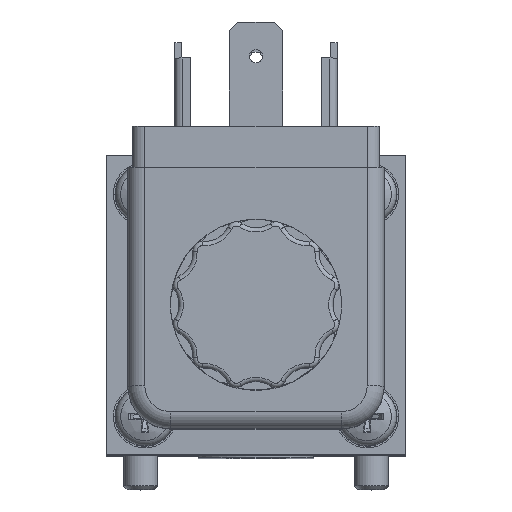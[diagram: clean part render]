
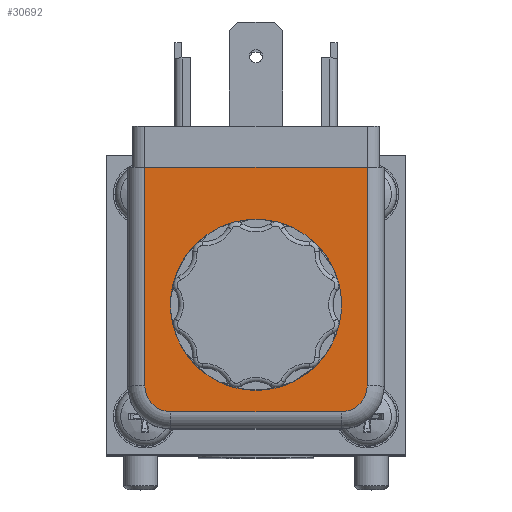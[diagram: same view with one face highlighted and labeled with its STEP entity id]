
A CAD part, top view. The second image highlights one B-rep face of the part: STEP entity #30692.
In plain terms, the highlighted planar face has unit normal (0, 0, 1).
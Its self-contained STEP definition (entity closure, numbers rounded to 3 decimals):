
#642 = VERTEX_POINT ( 'NONE', #1269 ) ;
#643 = VERTEX_POINT ( 'NONE', #16813 ) ;
#657 = VERTEX_POINT ( 'NONE', #1283 ) ;
#713 = VERTEX_POINT ( 'NONE', #1339 ) ;
#730 = VERTEX_POINT ( 'NONE', #1356 ) ;
#737 = VERTEX_POINT ( 'NONE', #1363 ) ;
#1269 = CARTESIAN_POINT ( 'NONE',  ( 13., 9.5, 30. ) ) ;
#1283 = CARTESIAN_POINT ( 'NONE',  ( -10., 12.5, 30. ) ) ;
#1339 = CARTESIAN_POINT ( 'NONE',  ( -13., -16.1, 30. ) ) ;
#1356 = CARTESIAN_POINT ( 'NONE',  ( 13., -16.1, 30. ) ) ;
#1363 = CARTESIAN_POINT ( 'NONE',  ( -13., 9.5, 30. ) ) ;
#4231 = EDGE_CURVE ( 'NONE', #713, #730, #12282, .T. ) ;
#4274 = EDGE_CURVE ( 'NONE', #642, #730, #12345, .T. ) ;
#4275 = EDGE_CURVE ( 'NONE', #713, #737, #12358, .T. ) ;
#4277 = EDGE_CURVE ( 'NONE', #643, #642, #12362, .T. ) ;
#4280 = EDGE_CURVE ( 'NONE', #657, #643, #12356, .T. ) ;
#4283 = EDGE_CURVE ( 'NONE', #737, #657, #12369, .T. ) ;
#4362 = EDGE_CURVE ( 'NONE', #29498, #29498, #12513, .T. ) ;
#5775 = EDGE_LOOP ( 'NONE', ( #7434 ) ) ;
#5782 = EDGE_LOOP ( 'NONE', ( #7428, #7429, #7430, #7431, #7432, #7433 ) ) ;
#6826 = AXIS2_PLACEMENT_3D ( 'NONE', #11949, #11967, #11968 ) ;
#6830 = AXIS2_PLACEMENT_3D ( 'NONE', #11974, #11983, #11984 ) ;
#6846 = AXIS2_PLACEMENT_3D ( 'NONE', #12129, #12157, #12158 ) ;
#7428 = ORIENTED_EDGE ( 'NONE', *, *, #4231, .T. ) ;
#7429 = ORIENTED_EDGE ( 'NONE', *, *, #4274, .F. ) ;
#7430 = ORIENTED_EDGE ( 'NONE', *, *, #4277, .F. ) ;
#7431 = ORIENTED_EDGE ( 'NONE', *, *, #4280, .F. ) ;
#7432 = ORIENTED_EDGE ( 'NONE', *, *, #4283, .F. ) ;
#7433 = ORIENTED_EDGE ( 'NONE', *, *, #4275, .F. ) ;
#7434 = ORIENTED_EDGE ( 'NONE', *, *, #4362, .T. ) ;
#11862 = CARTESIAN_POINT ( 'NONE',  ( -13., -16.1, 30. ) ) ;
#11863 = DIRECTION ( 'NONE',  ( 1., 0., 0. ) ) ;
#11949 = CARTESIAN_POINT ( 'NONE',  ( 10., 9.5, 30. ) ) ;
#11960 = CARTESIAN_POINT ( 'NONE',  ( 13., 9.5, 30. ) ) ;
#11961 = DIRECTION ( 'NONE',  ( 0., -1., 0. ) ) ;
#11962 = CARTESIAN_POINT ( 'NONE',  ( -13., -16.1, 30. ) ) ;
#11963 = DIRECTION ( 'NONE',  ( 0., 1., 0. ) ) ;
#11967 = DIRECTION ( 'NONE',  ( 0., 0., -1. ) ) ;
#11968 = DIRECTION ( 'NONE',  ( 0.707, 0.707, 0. ) ) ;
#11974 = CARTESIAN_POINT ( 'NONE',  ( -10., 9.5, 30. ) ) ;
#11975 = CARTESIAN_POINT ( 'NONE',  ( -10., 12.5, 30. ) ) ;
#11976 = DIRECTION ( 'NONE',  ( 1., 0., 0. ) ) ;
#11983 = DIRECTION ( 'NONE',  ( 0., 0., -1. ) ) ;
#11984 = DIRECTION ( 'NONE',  ( -0.707, 0.707, 0. ) ) ;
#12129 = CARTESIAN_POINT ( 'NONE',  ( 0., 0., 30. ) ) ;
#12157 = DIRECTION ( 'NONE',  ( 0., 0., -1. ) ) ;
#12158 = DIRECTION ( 'NONE',  ( -1., 0., 0. ) ) ;
#12282 = LINE ( 'NONE', #11862, #12283 ) ;
#12283 = VECTOR ( 'NONE', #11863, 1000. ) ;
#12345 = LINE ( 'NONE', #11960, #12346 ) ;
#12346 = VECTOR ( 'NONE', #11961, 1000. ) ;
#12356 = LINE ( 'NONE', #11975, #12363 ) ;
#12358 = LINE ( 'NONE', #11962, #12359 ) ;
#12359 = VECTOR ( 'NONE', #11963, 1000. ) ;
#12362 = CIRCLE ( 'NONE', #6826, 3. ) ;
#12363 = VECTOR ( 'NONE', #11976, 1000. ) ;
#12369 = CIRCLE ( 'NONE', #6830, 3. ) ;
#12513 = CIRCLE ( 'NONE', #6846, 8. ) ;
#16813 = CARTESIAN_POINT ( 'NONE',  ( 10., 12.5, 30. ) ) ;
#24681 = AXIS2_PLACEMENT_3D ( 'NONE', #29419, #29429, #29430 ) ;
#28793 = FACE_OUTER_BOUND ( 'NONE', #5782, .T. ) ;
#28799 = FACE_BOUND ( 'NONE', #5775, .T. ) ;
#29419 = CARTESIAN_POINT ( 'NONE',  ( 0., -3.2, 30. ) ) ;
#29420 = PLANE ( 'NONE',  #24681 ) ;
#29429 = DIRECTION ( 'NONE',  ( 0., 0., 1. ) ) ;
#29430 = DIRECTION ( 'NONE',  ( 0.707, 0.707, 0. ) ) ;
#29498 = VERTEX_POINT ( 'NONE', #29499 ) ;
#29499 = CARTESIAN_POINT ( 'NONE',  ( -8., 0., 30. ) ) ;
#30692 = ADVANCED_FACE ( 'NONE', ( #28793, #28799 ), #29420, .T. ) ;
